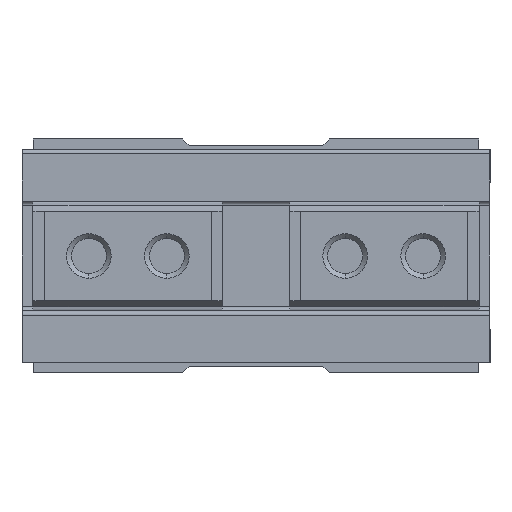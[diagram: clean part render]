
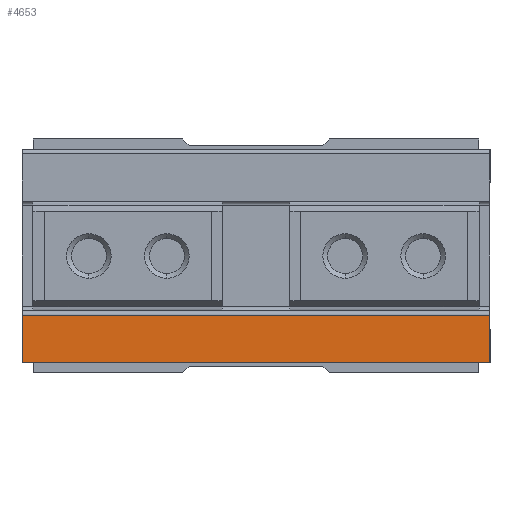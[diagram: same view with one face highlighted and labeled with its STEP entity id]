
A CAD part, left-side view. The second image highlights one B-rep face of the part: STEP entity #4653.
In plain terms, the highlighted planar face has unit normal (-1, 0, 0).
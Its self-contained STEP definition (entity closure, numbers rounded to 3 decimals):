
#254 = PLANE ( 'NONE',  #1341 ) ;
#443 = DIRECTION ( 'NONE',  ( 0., -1., 0. ) ) ;
#569 = EDGE_LOOP ( 'NONE', ( #860, #897, #4651, #5056 ) ) ;
#860 = ORIENTED_EDGE ( 'NONE', *, *, #5147, .T. ) ;
#897 = ORIENTED_EDGE ( 'NONE', *, *, #1602, .F. ) ;
#1215 = VECTOR ( 'NONE', #2421, 1000. ) ;
#1341 = AXIS2_PLACEMENT_3D ( 'NONE', #4201, #4686, #2038 ) ;
#1518 = LINE ( 'NONE', #2128, #3733 ) ;
#1602 = EDGE_CURVE ( 'NONE', #4563, #5462, #1518, .T. ) ;
#1848 = CARTESIAN_POINT ( 'NONE',  ( -38.8, 10.5, -4.8 ) ) ;
#2038 = DIRECTION ( 'NONE',  ( 0., 0., -1. ) ) ;
#2128 = CARTESIAN_POINT ( 'NONE',  ( -38.8, 10.5, -2.65 ) ) ;
#2262 = DIRECTION ( 'NONE',  ( 0., 0., 1. ) ) ;
#2376 = LINE ( 'NONE', #5517, #1215 ) ;
#2421 = DIRECTION ( 'NONE',  ( 0., 0., 1. ) ) ;
#2518 = LINE ( 'NONE', #1848, #3840 ) ;
#2577 = DIRECTION ( 'NONE',  ( 0., -1., 0. ) ) ;
#2690 = CARTESIAN_POINT ( 'NONE',  ( -38.8, 10.5, -4.8 ) ) ;
#3053 = VERTEX_POINT ( 'NONE', #3072 ) ;
#3072 = CARTESIAN_POINT ( 'NONE',  ( -38.8, -10.5, -4.8 ) ) ;
#3535 = CARTESIAN_POINT ( 'NONE',  ( -38.8, 10.5, -4.8 ) ) ;
#3733 = VECTOR ( 'NONE', #2577, 1000. ) ;
#3780 = LINE ( 'NONE', #3535, #4945 ) ;
#3840 = VECTOR ( 'NONE', #2262, 1000. ) ;
#4201 = CARTESIAN_POINT ( 'NONE',  ( -38.8, 10.5, -4.8 ) ) ;
#4291 = EDGE_CURVE ( 'NONE', #4373, #3053, #3780, .T. ) ;
#4373 = VERTEX_POINT ( 'NONE', #2690 ) ;
#4563 = VERTEX_POINT ( 'NONE', #5050 ) ;
#4599 = FACE_OUTER_BOUND ( 'NONE', #569, .T. ) ;
#4651 = ORIENTED_EDGE ( 'NONE', *, *, #5672, .F. ) ;
#4653 = ADVANCED_FACE ( 'NONE', ( #4599 ), #254, .F. ) ;
#4686 = DIRECTION ( 'NONE',  ( 1., 0., 0. ) ) ;
#4945 = VECTOR ( 'NONE', #443, 1000. ) ;
#5050 = CARTESIAN_POINT ( 'NONE',  ( -38.8, 10.5, -2.65 ) ) ;
#5056 = ORIENTED_EDGE ( 'NONE', *, *, #4291, .T. ) ;
#5147 = EDGE_CURVE ( 'NONE', #3053, #5462, #2376, .T. ) ;
#5462 = VERTEX_POINT ( 'NONE', #5603 ) ;
#5517 = CARTESIAN_POINT ( 'NONE',  ( -38.8, -10.5, -4.8 ) ) ;
#5603 = CARTESIAN_POINT ( 'NONE',  ( -38.8, -10.5, -2.65 ) ) ;
#5672 = EDGE_CURVE ( 'NONE', #4373, #4563, #2518, .T. ) ;
